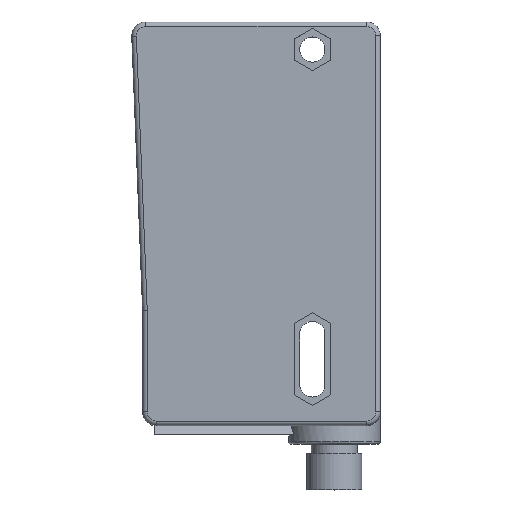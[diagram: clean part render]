
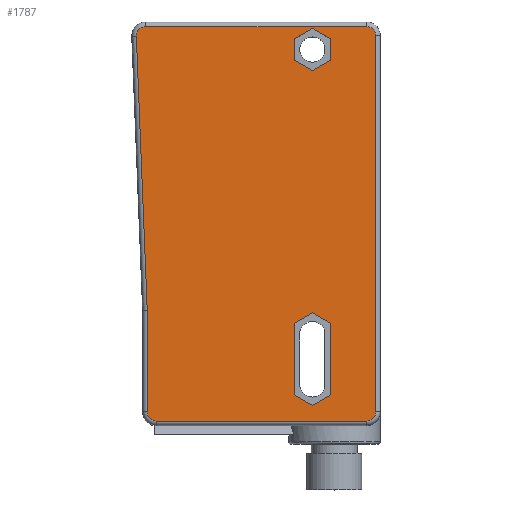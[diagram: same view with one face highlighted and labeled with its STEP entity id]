
A CAD part, top view. The second image highlights one B-rep face of the part: STEP entity #1787.
In plain terms, the highlighted planar face has unit normal (0, 0, 1).
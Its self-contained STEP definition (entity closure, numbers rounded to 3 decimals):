
#56=DIRECTION('',(-0.866,0.5,0.));
#57=VECTOR('',#56,4.619);
#58=CARTESIAN_POINT('',(16.35,40.309,12.9));
#59=LINE('',#58,#57);
#64=DIRECTION('',(-0.866,-0.5,0.));
#65=VECTOR('',#64,4.619);
#66=CARTESIAN_POINT('',(12.35,42.619,12.9));
#67=LINE('',#66,#65);
#71=DIRECTION('',(0.,-1.,0.));
#72=VECTOR('',#71,4.619);
#73=CARTESIAN_POINT('',(8.35,40.309,12.9));
#74=LINE('',#73,#72);
#78=DIRECTION('',(0.866,-0.5,0.));
#79=VECTOR('',#78,4.619);
#80=CARTESIAN_POINT('',(8.35,35.691,12.9));
#81=LINE('',#80,#79);
#85=DIRECTION('',(0.866,0.5,0.));
#86=VECTOR('',#85,4.619);
#87=CARTESIAN_POINT('',(12.35,33.381,12.9));
#88=LINE('',#87,#86);
#92=DIRECTION('',(0.,1.,0.));
#93=VECTOR('',#92,4.619);
#94=CARTESIAN_POINT('',(16.35,35.691,12.9));
#95=LINE('',#94,#93);
#99=DIRECTION('',(-0.866,0.5,0.));
#100=VECTOR('',#99,4.619);
#101=CARTESIAN_POINT('',(16.35,-21.691,12.9));
#102=LINE('',#101,#100);
#106=DIRECTION('',(-0.866,-0.5,0.));
#107=VECTOR('',#106,4.619);
#108=CARTESIAN_POINT('',(12.35,-19.381,12.9));
#109=LINE('',#108,#107);
#113=DIRECTION('',(0.,-1.,0.));
#114=VECTOR('',#113,15.619);
#115=CARTESIAN_POINT('',(8.35,-21.691,12.9));
#116=LINE('',#115,#114);
#120=DIRECTION('',(0.866,-0.5,0.));
#121=VECTOR('',#120,4.619);
#122=CARTESIAN_POINT('',(8.35,-37.309,12.9));
#123=LINE('',#122,#121);
#127=DIRECTION('',(0.866,0.5,0.));
#128=VECTOR('',#127,4.619);
#129=CARTESIAN_POINT('',(12.35,-39.619,12.9));
#130=LINE('',#129,#128);
#134=DIRECTION('',(0.,1.,0.));
#135=VECTOR('',#134,15.619);
#136=CARTESIAN_POINT('',(16.35,-37.309,12.9));
#137=LINE('',#136,#135);
#141=DIRECTION('',(0.04,-0.999,0.));
#142=VECTOR('',#141,59.948);
#143=CARTESIAN_POINT('',(-26.027,40.921,12.9));
#144=LINE('',#143,#142);
#148=CARTESIAN_POINT('',(-24.029,41.,12.9));
#149=DIRECTION('',(0.,0.,1.));
#150=DIRECTION('',(0.,1.,0.));
#151=AXIS2_PLACEMENT_3D('',#148,#149,#150);
#156=DIRECTION('',(-1.,0.,0.));
#157=VECTOR('',#156,48.179);
#158=CARTESIAN_POINT('',(24.15,43.,12.9));
#159=LINE('',#158,#157);
#163=CARTESIAN_POINT('',(24.15,41.,12.9));
#164=DIRECTION('',(0.,0.,1.));
#165=DIRECTION('',(1.,0.,0.));
#166=AXIS2_PLACEMENT_3D('',#163,#164,#165);
#171=DIRECTION('',(0.,1.,0.));
#172=VECTOR('',#171,82.);
#173=CARTESIAN_POINT('',(26.15,-41.,12.9));
#174=LINE('',#173,#172);
#178=CARTESIAN_POINT('',(24.15,-41.,12.9));
#179=DIRECTION('',(0.,0.,1.));
#180=DIRECTION('',(0.,-1.,0.));
#181=AXIS2_PLACEMENT_3D('',#178,#179,#180);
#186=DIRECTION('',(1.,0.,0.));
#187=VECTOR('',#186,45.8);
#188=CARTESIAN_POINT('',(-21.65,-43.,12.9));
#189=LINE('',#188,#187);
#193=CARTESIAN_POINT('',(-21.65,-41.,12.9));
#194=DIRECTION('',(0.,0.,1.));
#195=DIRECTION('',(-1.,0.,0.));
#196=AXIS2_PLACEMENT_3D('',#193,#194,#195);
#201=DIRECTION('',(0.,-1.,0.));
#202=VECTOR('',#201,22.02);
#203=CARTESIAN_POINT('',(-23.65,-18.98,12.9));
#204=LINE('',#203,#202);
#1538=CARTESIAN_POINT('',(16.35,40.309,12.9));
#1539=CARTESIAN_POINT('',(12.35,42.619,12.9));
#1540=VERTEX_POINT('',#1538);
#1541=VERTEX_POINT('',#1539);
#1542=CARTESIAN_POINT('',(8.35,40.309,12.9));
#1543=VERTEX_POINT('',#1542);
#1544=CARTESIAN_POINT('',(8.35,35.691,12.9));
#1545=VERTEX_POINT('',#1544);
#1546=CARTESIAN_POINT('',(12.35,33.381,12.9));
#1547=VERTEX_POINT('',#1546);
#1548=CARTESIAN_POINT('',(16.35,35.691,12.9));
#1549=VERTEX_POINT('',#1548);
#1582=CARTESIAN_POINT('',(16.35,-21.691,12.9));
#1583=CARTESIAN_POINT('',(12.35,-19.381,12.9));
#1584=VERTEX_POINT('',#1582);
#1585=VERTEX_POINT('',#1583);
#1586=CARTESIAN_POINT('',(8.35,-21.691,12.9));
#1587=VERTEX_POINT('',#1586);
#1588=CARTESIAN_POINT('',(8.35,-37.309,12.9));
#1589=VERTEX_POINT('',#1588);
#1590=CARTESIAN_POINT('',(12.35,-39.619,12.9));
#1591=VERTEX_POINT('',#1590);
#1592=CARTESIAN_POINT('',(16.35,-37.309,12.9));
#1593=VERTEX_POINT('',#1592);
#1666=CARTESIAN_POINT('',(-26.027,40.921,12.9));
#1667=CARTESIAN_POINT('',(-23.65,-18.98,12.9));
#1668=VERTEX_POINT('',#1666);
#1669=VERTEX_POINT('',#1667);
#1670=CARTESIAN_POINT('',(-23.65,-41.,12.9));
#1671=VERTEX_POINT('',#1670);
#1674=CARTESIAN_POINT('',(-21.65,-43.,12.9));
#1675=VERTEX_POINT('',#1674);
#1678=CARTESIAN_POINT('',(24.15,-43.,12.9));
#1679=VERTEX_POINT('',#1678);
#1682=CARTESIAN_POINT('',(26.15,-41.,12.9));
#1683=VERTEX_POINT('',#1682);
#1686=CARTESIAN_POINT('',(26.15,41.,12.9));
#1687=VERTEX_POINT('',#1686);
#1690=CARTESIAN_POINT('',(24.15,43.,12.9));
#1691=VERTEX_POINT('',#1690);
#1694=CARTESIAN_POINT('',(-24.029,43.,12.9));
#1695=VERTEX_POINT('',#1694);
#1734=CARTESIAN_POINT('',(0.,0.,12.9));
#1735=DIRECTION('',(0.,0.,1.));
#1736=DIRECTION('',(1.,0.,0.));
#1737=AXIS2_PLACEMENT_3D('',#1734,#1735,#1736);
#1738=PLANE('',#1737);
#1740=ORIENTED_EDGE('',*,*,#1739,.F.);
#1742=ORIENTED_EDGE('',*,*,#1741,.F.);
#1744=ORIENTED_EDGE('',*,*,#1743,.F.);
#1746=ORIENTED_EDGE('',*,*,#1745,.F.);
#1748=ORIENTED_EDGE('',*,*,#1747,.F.);
#1750=ORIENTED_EDGE('',*,*,#1749,.F.);
#1752=ORIENTED_EDGE('',*,*,#1751,.F.);
#1754=ORIENTED_EDGE('',*,*,#1753,.F.);
#1756=ORIENTED_EDGE('',*,*,#1755,.F.);
#1757=EDGE_LOOP('',(#1740,#1742,#1744,#1746,#1748,#1750,#1752,#1754,#1756));
#1758=FACE_OUTER_BOUND('',#1757,.F.);
#1760=ORIENTED_EDGE('',*,*,#1759,.T.);
#1762=ORIENTED_EDGE('',*,*,#1761,.T.);
#1764=ORIENTED_EDGE('',*,*,#1763,.T.);
#1766=ORIENTED_EDGE('',*,*,#1765,.T.);
#1768=ORIENTED_EDGE('',*,*,#1767,.T.);
#1770=ORIENTED_EDGE('',*,*,#1769,.T.);
#1771=EDGE_LOOP('',(#1760,#1762,#1764,#1766,#1768,#1770));
#1772=FACE_BOUND('',#1771,.F.);
#1774=ORIENTED_EDGE('',*,*,#1773,.T.);
#1776=ORIENTED_EDGE('',*,*,#1775,.T.);
#1778=ORIENTED_EDGE('',*,*,#1777,.T.);
#1780=ORIENTED_EDGE('',*,*,#1779,.T.);
#1782=ORIENTED_EDGE('',*,*,#1781,.T.);
#1784=ORIENTED_EDGE('',*,*,#1783,.T.);
#1785=EDGE_LOOP('',(#1774,#1776,#1778,#1780,#1782,#1784));
#1786=FACE_BOUND('',#1785,.F.);
#1787=ADVANCED_FACE('',(#1758,#1772,#1786),#1738,.T.);
#152=CIRCLE('',#151,2.);
#167=CIRCLE('',#166,2.);
#182=CIRCLE('',#181,2.);
#197=CIRCLE('',#196,2.);
#1739=EDGE_CURVE('',#1668,#1669,#144,.T.);
#1741=EDGE_CURVE('',#1695,#1668,#152,.T.);
#1743=EDGE_CURVE('',#1691,#1695,#159,.T.);
#1745=EDGE_CURVE('',#1687,#1691,#167,.T.);
#1747=EDGE_CURVE('',#1683,#1687,#174,.T.);
#1749=EDGE_CURVE('',#1679,#1683,#182,.T.);
#1751=EDGE_CURVE('',#1675,#1679,#189,.T.);
#1753=EDGE_CURVE('',#1671,#1675,#197,.T.);
#1755=EDGE_CURVE('',#1669,#1671,#204,.T.);
#1759=EDGE_CURVE('',#1540,#1541,#59,.T.);
#1761=EDGE_CURVE('',#1541,#1543,#67,.T.);
#1763=EDGE_CURVE('',#1543,#1545,#74,.T.);
#1765=EDGE_CURVE('',#1545,#1547,#81,.T.);
#1767=EDGE_CURVE('',#1547,#1549,#88,.T.);
#1769=EDGE_CURVE('',#1549,#1540,#95,.T.);
#1773=EDGE_CURVE('',#1584,#1585,#102,.T.);
#1775=EDGE_CURVE('',#1585,#1587,#109,.T.);
#1777=EDGE_CURVE('',#1587,#1589,#116,.T.);
#1779=EDGE_CURVE('',#1589,#1591,#123,.T.);
#1781=EDGE_CURVE('',#1591,#1593,#130,.T.);
#1783=EDGE_CURVE('',#1593,#1584,#137,.T.);
